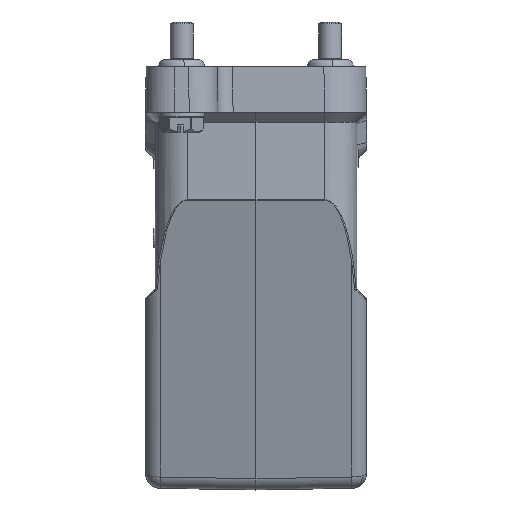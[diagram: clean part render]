
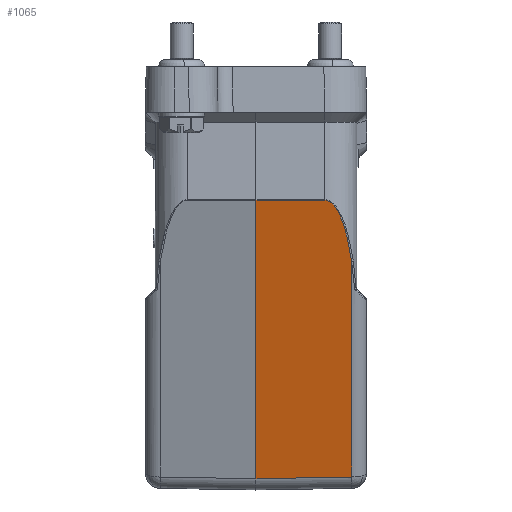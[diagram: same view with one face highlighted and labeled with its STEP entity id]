
A CAD part, left-side view. The second image highlights one B-rep face of the part: STEP entity #1065.
In plain terms, the highlighted planar face has unit normal (-0.966, -0.018, -0.259).
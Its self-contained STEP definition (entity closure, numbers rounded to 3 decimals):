
#531=FACE_OUTER_BOUND('',#2169,.T.);
#1065=ADVANCED_FACE('NONE',(#531),#1547,.F.);
#1547=PLANE('',#9433);
#2169=EDGE_LOOP('',(#4638,#4639,#4640,#4641,#4642));
#2786=LINE('',#13401,#3482);
#2826=LINE('',#14127,#3522);
#2827=LINE('',#14168,#3523);
#2828=LINE('',#14191,#3524);
#3482=VECTOR('',#10487,1.);
#3522=VECTOR('',#10605,1.);
#3523=VECTOR('',#10608,1.);
#3524=VECTOR('',#10609,1.);
#4638=ORIENTED_EDGE('',*,*,#7968,.T.);
#4639=ORIENTED_EDGE('',*,*,#7863,.F.);
#4640=ORIENTED_EDGE('',*,*,#7964,.F.);
#4641=ORIENTED_EDGE('',*,*,#7969,.F.);
#4642=ORIENTED_EDGE('',*,*,#7970,.F.);
#6964=VERTEX_POINT('',#13393);
#6965=VERTEX_POINT('',#13402);
#7028=VERTEX_POINT('',#14126);
#7030=VERTEX_POINT('',#14169);
#7031=VERTEX_POINT('',#14190);
#7863=EDGE_CURVE('NONE',#6964,#6965,#2786,.T.);
#7964=EDGE_CURVE('NONE',#7028,#6964,#2826,.T.);
#7968=EDGE_CURVE('NONE',#7030,#6965,#2827,.T.);
#7969=EDGE_CURVE('NONE',#7031,#7028,#9005,.T.);
#7970=EDGE_CURVE('NONE',#7030,#7031,#2828,.T.);
#9005=B_SPLINE_CURVE_WITH_KNOTS('',3,(#14170,#14171,#14172,#14173,#14174,
#14175,#14176,#14177,#14178,#14179,#14180,#14181,#14182,#14183,#14184,#14185,
#14186,#14187,#14188,#14189),.UNSPECIFIED.,.F.,.F.,(4,2,2,2,2,2,2,2,2,4),
(0.,0.031,0.063,0.125,0.188,0.25,0.375,0.5,0.75,
1.),.UNSPECIFIED.);
#9433=AXIS2_PLACEMENT_3D('',#14192,#10610,#10611);
#10487=DIRECTION('',(-0.013,1.,-0.017));
#10605=DIRECTION('',(0.259,0.,-0.966));
#10608=DIRECTION('',(0.259,0.,-0.966));
#10609=DIRECTION('',(0.017,-1.,0.002));
#10610=DIRECTION('',(0.966,0.017,0.259));
#10611=DIRECTION('',(0.259,0.,-0.966));
#13393=CARTESIAN_POINT('',(-55.094,-25.07,-95.598));
#13401=CARTESIAN_POINT('',(-55.094,-25.07,-95.598));
#13402=CARTESIAN_POINT('',(-55.43,0.,-96.036));
#14126=CARTESIAN_POINT('',(-70.235,-25.07,-39.091));
#14127=CARTESIAN_POINT('',(-54.213,-25.07,-98.887));
#14168=CARTESIAN_POINT('',(-54.636,0.,-99.));
#14169=CARTESIAN_POINT('',(-74.983,0.,-23.064));
#14170=CARTESIAN_POINT('',(-74.668,-18.048,-23.022));
#14171=CARTESIAN_POINT('',(-74.664,-18.244,-23.022));
#14172=CARTESIAN_POINT('',(-74.654,-18.439,-23.048));
#14173=CARTESIAN_POINT('',(-74.62,-18.815,-23.149));
#14174=CARTESIAN_POINT('',(-74.597,-18.996,-23.223));
#14175=CARTESIAN_POINT('',(-74.515,-19.511,-23.494));
#14176=CARTESIAN_POINT('',(-74.444,-19.815,-23.739));
#14177=CARTESIAN_POINT('',(-74.289,-20.363,-24.281));
#14178=CARTESIAN_POINT('',(-74.204,-20.607,-24.58));
#14179=CARTESIAN_POINT('',(-74.029,-21.054,-25.204));
#14180=CARTESIAN_POINT('',(-73.938,-21.257,-25.531));
#14181=CARTESIAN_POINT('',(-73.659,-21.823,-26.533));
#14182=CARTESIAN_POINT('',(-73.466,-22.142,-27.231));
#14183=CARTESIAN_POINT('',(-73.075,-22.714,-28.653));
#14184=CARTESIAN_POINT('',(-72.876,-22.965,-29.377));
#14185=CARTESIAN_POINT('',(-72.276,-23.647,-31.571));
#14186=CARTESIAN_POINT('',(-71.87,-24.009,-33.061));
#14187=CARTESIAN_POINT('',(-71.055,-24.619,-36.062));
#14188=CARTESIAN_POINT('',(-70.646,-24.866,-37.573));
#14189=CARTESIAN_POINT('',(-70.235,-25.07,-39.091));
#14190=CARTESIAN_POINT('',(-74.668,-18.048,-23.022));
#14191=CARTESIAN_POINT('',(-74.989,0.347,-23.064));
#14192=CARTESIAN_POINT('',(-54.636,0.,-99.));
